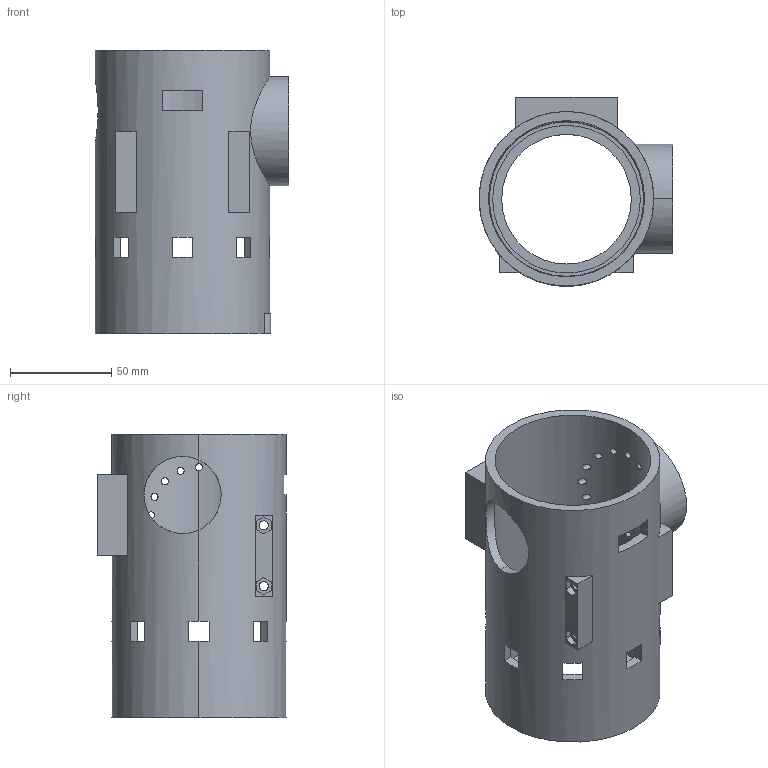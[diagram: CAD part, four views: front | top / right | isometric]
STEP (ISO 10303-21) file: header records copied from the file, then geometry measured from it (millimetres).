
FILE_DESCRIPTION (( 'STEP AP203' ), '1' );
FILE_NAME ('Cover2.STEP', '2025-07-29T04:57:18', ( '' ), ( '' ), 'SwSTEP 2.0', 'SolidWorks 2023', '' );
FILE_SCHEMA (( 'CONFIG_CONTROL_DESIGN' ));
Length unit declared in the file: millimetre
Products named in the file (1): Cover2
Bounding box: 95.6 x 93.1 x 140 mm (x, y, z)
Volume: 208991.2 mm3; surface area: 88028.9 mm2
Topology: 1 solids, 1 shells, 143 faces, 399 edges, 264 vertices
Faces by surface type: plane 76, cylinder 67
Entity records: 6148 total; most frequent: CARTESIAN_POINT 2229, ORIENTED_EDGE 798, DIRECTION 777, EDGE_CURVE 399, AXIS2_PLACEMENT_3D 284, VERTEX_POINT 264, EDGE_LOOP 211, LINE 209
